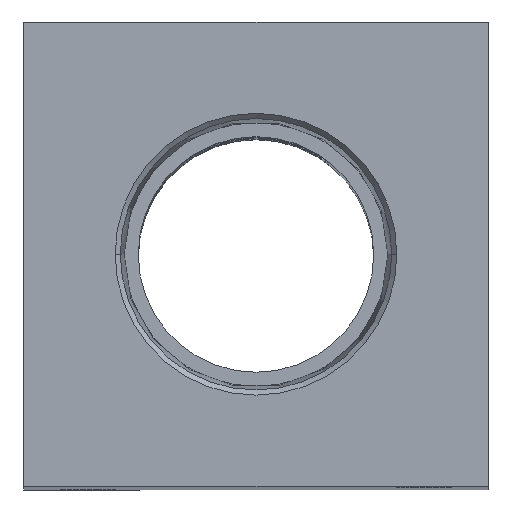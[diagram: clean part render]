
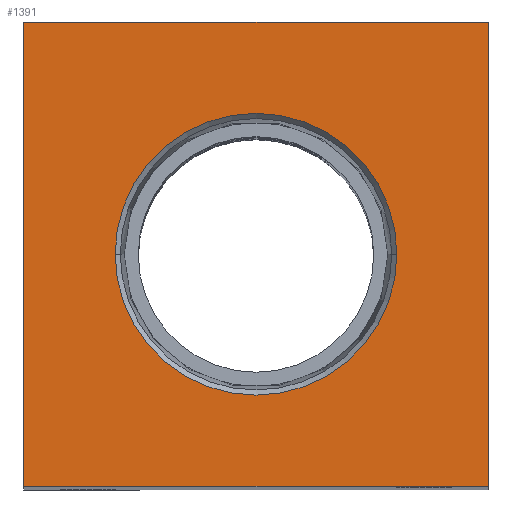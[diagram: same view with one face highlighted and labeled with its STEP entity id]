
A CAD part, top view. The second image highlights one B-rep face of the part: STEP entity #1391.
In plain terms, the highlighted planar face has unit normal (0, 0, 1).
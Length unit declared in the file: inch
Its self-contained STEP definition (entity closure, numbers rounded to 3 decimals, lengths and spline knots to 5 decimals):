
#54 = LINE ( 'NONE', #1017, #505 ) ;
#90 = ORIENTED_EDGE ( 'NONE', *, *, #1046, .T. ) ;
#142 = VERTEX_POINT ( 'NONE', #560 ) ;
#187 = CARTESIAN_POINT ( 'NONE',  ( 0., 0., 4.875 ) ) ;
#274 = FACE_OUTER_BOUND ( 'NONE', #1602, .T. ) ;
#310 = CARTESIAN_POINT ( 'NONE',  ( 1.125, 1.125, 4.875 ) ) ;
#373 = LINE ( 'NONE', #1406, #867 ) ;
#421 = PLANE ( 'NONE',  #573 ) ;
#441 = AXIS2_PLACEMENT_3D ( 'NONE', #443, #1691, #623 ) ;
#443 = CARTESIAN_POINT ( 'NONE',  ( 0., 0., 4.875 ) ) ;
#452 = FACE_BOUND ( 'NONE', #1709, .T. ) ;
#463 = CARTESIAN_POINT ( 'NONE',  ( -1.125, -1.125, 4.875 ) ) ;
#492 = DIRECTION ( 'NONE',  ( -1., 0., 0. ) ) ;
#505 = VECTOR ( 'NONE', #2206, 39.37008 ) ;
#508 = CARTESIAN_POINT ( 'NONE',  ( 1.125, -1.125, 4.875 ) ) ;
#560 = CARTESIAN_POINT ( 'NONE',  ( 0.68247, 0., 4.875 ) ) ;
#564 = VERTEX_POINT ( 'NONE', #463 ) ;
#568 = ORIENTED_EDGE ( 'NONE', *, *, #1837, .T. ) ;
#573 = AXIS2_PLACEMENT_3D ( 'NONE', #679, #668, #652 ) ;
#623 = DIRECTION ( 'NONE',  ( 1., 0., 0. ) ) ;
#626 = ORIENTED_EDGE ( 'NONE', *, *, #1570, .F. ) ;
#652 = DIRECTION ( 'NONE',  ( 1., 0., 0. ) ) ;
#668 = DIRECTION ( 'NONE',  ( 0., 0., 1. ) ) ;
#679 = CARTESIAN_POINT ( 'NONE',  ( 0., 0., 4.875 ) ) ;
#867 = VECTOR ( 'NONE', #1373, 39.37008 ) ;
#892 = VECTOR ( 'NONE', #492, 39.37008 ) ;
#996 = CARTESIAN_POINT ( 'NONE',  ( -1.125, 1.125, 4.875 ) ) ;
#998 = LINE ( 'NONE', #310, #892 ) ;
#1002 = DIRECTION ( 'NONE',  ( 0., -1., 0. ) ) ;
#1017 = CARTESIAN_POINT ( 'NONE',  ( 1.125, -1.125, 4.875 ) ) ;
#1046 = EDGE_CURVE ( 'NONE', #564, #1448, #373, .T. ) ;
#1165 = LINE ( 'NONE', #1875, #2293 ) ;
#1194 = CARTESIAN_POINT ( 'NONE',  ( 1.125, 1.125, 4.875 ) ) ;
#1282 = CIRCLE ( 'NONE', #1982, 0.68247 ) ;
#1333 = VERTEX_POINT ( 'NONE', #1194 ) ;
#1373 = DIRECTION ( 'NONE',  ( 1., 0., 0. ) ) ;
#1391 = ADVANCED_FACE ( 'NONE', ( #452, #274 ), #421, .T. ) ;
#1406 = CARTESIAN_POINT ( 'NONE',  ( 1.125, -1.125, 4.875 ) ) ;
#1410 = CARTESIAN_POINT ( 'NONE',  ( -0.68247, 0., 4.875 ) ) ;
#1448 = VERTEX_POINT ( 'NONE', #508 ) ;
#1560 = CIRCLE ( 'NONE', #441, 0.68247 ) ;
#1570 = EDGE_CURVE ( 'NONE', #142, #1905, #1282, .T. ) ;
#1602 = EDGE_LOOP ( 'NONE', ( #1816, #90, #2199, #568 ) ) ;
#1691 = DIRECTION ( 'NONE',  ( 0., 0., 1. ) ) ;
#1709 = EDGE_LOOP ( 'NONE', ( #626, #1805 ) ) ;
#1805 = ORIENTED_EDGE ( 'NONE', *, *, #2216, .F. ) ;
#1816 = ORIENTED_EDGE ( 'NONE', *, *, #2288, .T. ) ;
#1837 = EDGE_CURVE ( 'NONE', #1333, #2229, #998, .T. ) ;
#1875 = CARTESIAN_POINT ( 'NONE',  ( -1.125, -1.125, 4.875 ) ) ;
#1905 = VERTEX_POINT ( 'NONE', #1410 ) ;
#1982 = AXIS2_PLACEMENT_3D ( 'NONE', #187, #2299, #2289 ) ;
#2199 = ORIENTED_EDGE ( 'NONE', *, *, #2297, .T. ) ;
#2206 = DIRECTION ( 'NONE',  ( 0., 1., 0. ) ) ;
#2216 = EDGE_CURVE ( 'NONE', #1905, #142, #1560, .T. ) ;
#2229 = VERTEX_POINT ( 'NONE', #996 ) ;
#2288 = EDGE_CURVE ( 'NONE', #2229, #564, #1165, .T. ) ;
#2289 = DIRECTION ( 'NONE',  ( 1., 0., 0. ) ) ;
#2293 = VECTOR ( 'NONE', #1002, 39.37008 ) ;
#2297 = EDGE_CURVE ( 'NONE', #1448, #1333, #54, .T. ) ;
#2299 = DIRECTION ( 'NONE',  ( 0., 0., 1. ) ) ;
